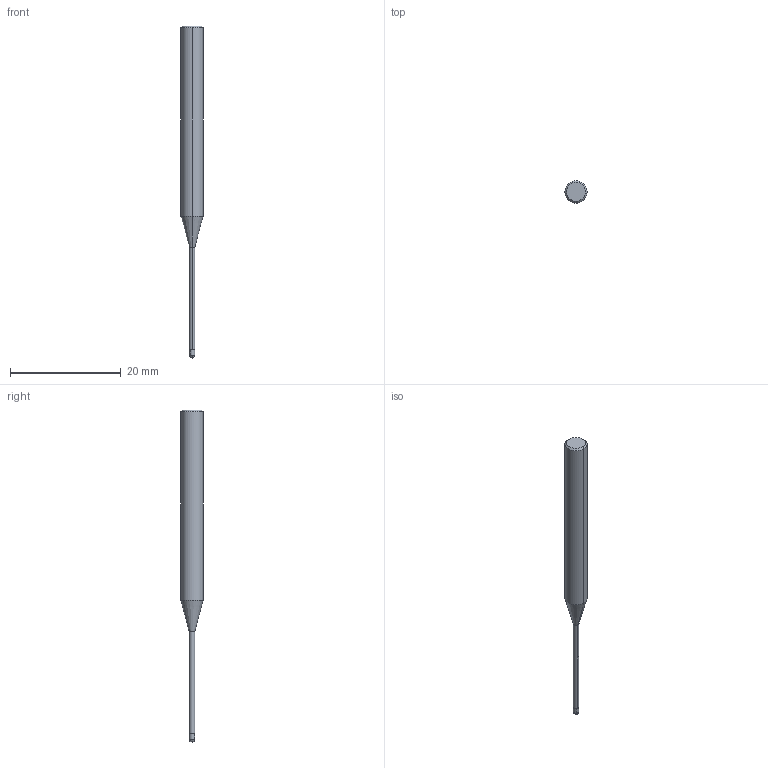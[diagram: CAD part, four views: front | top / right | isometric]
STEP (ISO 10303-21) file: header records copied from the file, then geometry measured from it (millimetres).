
FILE_DESCRIPTION(('no description'),'unknown implementation level');
FILE_NAME('8553725.stp',' ',('CIM GmbH Aachen'),('CADClick - KiM GmbH - www.kimweb.de'),'unknown preprocess','ACIS','unknown authorization');
FILE_SCHEMA(('automotive_design'));
Length unit declared in the file: millimetre
Products named in the file (2): 1; 2
Bounding box: 4 x 4 x 60 mm (x, y, z)
Volume: 478.1 mm3; surface area: 552.5 mm2
Topology: 2 solids, 2 shells, 16 faces, 33 edges, 18 vertices
Faces by surface type: cylinder 6, cone 4, plane 4, sphere 2
Entity records: 824 total; most frequent: DIRECTION 90, CARTESIAN_POINT 68, STYLED_ITEM 65, PRESENTATION_STYLE_ASSIGNMENT 65, COLOUR_RGB 65, ORIENTED_EDGE 58, AXIS2_PLACEMENT_3D 40, EDGE_CURVE 29
